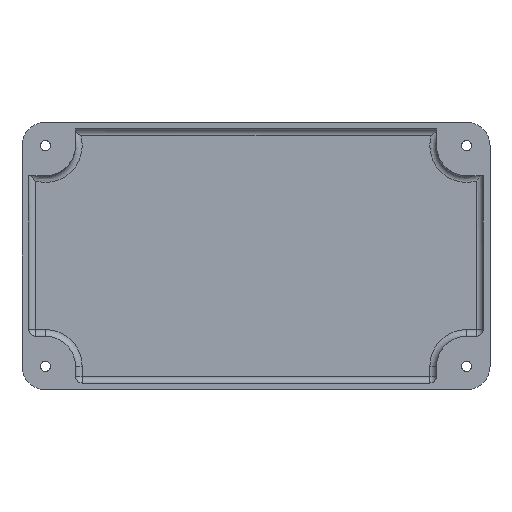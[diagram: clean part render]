
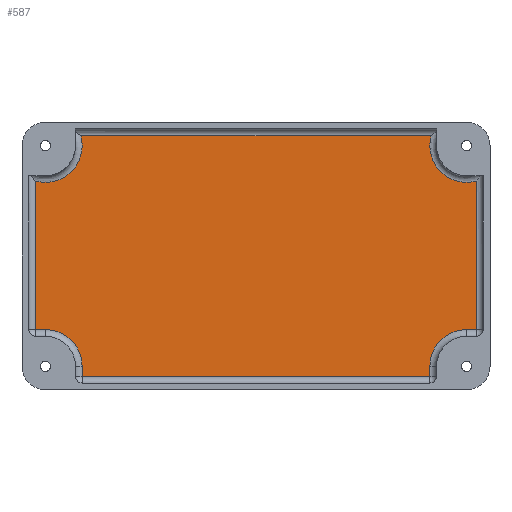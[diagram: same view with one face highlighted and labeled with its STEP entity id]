
A CAD part, front view. The second image highlights one B-rep face of the part: STEP entity #587.
In plain terms, the highlighted planar face has unit normal (0, -1, 0).
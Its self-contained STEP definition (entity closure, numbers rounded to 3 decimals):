
#4 = CARTESIAN_POINT ( 'NONE',  ( 52., 33., -36. ) ) ;
#30 = EDGE_CURVE ( 'NONE', #527, #459, #3279, .T. ) ;
#64 = ORIENTED_EDGE ( 'NONE', *, *, #3530, .T. ) ;
#76 = AXIS2_PLACEMENT_3D ( 'NONE', #1871, #207, #2150 ) ;
#110 = EDGE_CURVE ( 'NONE', #2531, #2125, #155, .T. ) ;
#131 = CARTESIAN_POINT ( 'NONE',  ( -52., 33., -33. ) ) ;
#155 = LINE ( 'NONE', #2480, #3017 ) ;
#158 = ORIENTED_EDGE ( 'NONE', *, *, #2543, .T. ) ;
#175 = CARTESIAN_POINT ( 'NONE',  ( -52., 33., -36. ) ) ;
#207 = DIRECTION ( 'NONE',  ( 0., 1., 0. ) ) ;
#266 = CARTESIAN_POINT ( 'NONE',  ( -66., 33., -33. ) ) ;
#310 = CARTESIAN_POINT ( 'NONE',  ( 63., 33., 33. ) ) ;
#319 = CARTESIAN_POINT ( 'NONE',  ( -63., 33., -22. ) ) ;
#357 = CARTESIAN_POINT ( 'NONE',  ( -63., 33., -33. ) ) ;
#389 = ORIENTED_EDGE ( 'NONE', *, *, #2893, .T. ) ;
#454 = CARTESIAN_POINT ( 'NONE',  ( 52., 33., -33. ) ) ;
#459 = VERTEX_POINT ( 'NONE', #3561 ) ;
#478 = EDGE_CURVE ( 'NONE', #2768, #527, #601, .T. ) ;
#500 = CARTESIAN_POINT ( 'NONE',  ( 52.417, 33., 36. ) ) ;
#527 = VERTEX_POINT ( 'NONE', #591 ) ;
#535 = ORIENTED_EDGE ( 'NONE', *, *, #110, .T. ) ;
#587 = ADVANCED_FACE ( 'NONE', ( #983 ), #885, .F. ) ;
#591 = CARTESIAN_POINT ( 'NONE',  ( -66., 33., 22.417 ) ) ;
#597 = DIRECTION ( 'NONE',  ( 0., 0., 1. ) ) ;
#601 = CIRCLE ( 'NONE', #1318, 11. ) ;
#604 = DIRECTION ( 'NONE',  ( 1., 0., 0. ) ) ;
#625 = DIRECTION ( 'NONE',  ( 0., 0., 1. ) ) ;
#679 = CIRCLE ( 'NONE', #76, 11. ) ;
#792 = ORIENTED_EDGE ( 'NONE', *, *, #2898, .T. ) ;
#804 = AXIS2_PLACEMENT_3D ( 'NONE', #1482, #3422, #1759 ) ;
#885 = PLANE ( 'NONE',  #1156 ) ;
#912 = EDGE_CURVE ( 'NONE', #3030, #2545, #679, .T. ) ;
#922 = VERTEX_POINT ( 'NONE', #500 ) ;
#983 = FACE_OUTER_BOUND ( 'NONE', #2038, .T. ) ;
#1021 = LINE ( 'NONE', #319, #3059 ) ;
#1053 = DIRECTION ( 'NONE',  ( 0., 1., 0. ) ) ;
#1103 = VECTOR ( 'NONE', #2938, 1000. ) ;
#1104 = EDGE_CURVE ( 'NONE', #922, #2768, #2365, .T. ) ;
#1105 = VERTEX_POINT ( 'NONE', #4 ) ;
#1124 = CARTESIAN_POINT ( 'NONE',  ( 52., 33., -33. ) ) ;
#1156 = AXIS2_PLACEMENT_3D ( 'NONE', #357, #2834, #625 ) ;
#1160 = LINE ( 'NONE', #2730, #1878 ) ;
#1318 = AXIS2_PLACEMENT_3D ( 'NONE', #2984, #1053, #2714 ) ;
#1380 = DIRECTION ( 'NONE',  ( -1., 0., 0. ) ) ;
#1390 = CARTESIAN_POINT ( 'NONE',  ( -63., 33., 36. ) ) ;
#1398 = DIRECTION ( 'NONE',  ( 0., 0., -1. ) ) ;
#1437 = ORIENTED_EDGE ( 'NONE', *, *, #912, .T. ) ;
#1482 = CARTESIAN_POINT ( 'NONE',  ( -63., 33., -33. ) ) ;
#1490 = CIRCLE ( 'NONE', #3472, 11. ) ;
#1525 = DIRECTION ( 'NONE',  ( 0., 0., 1. ) ) ;
#1536 = VECTOR ( 'NONE', #1380, 1000. ) ;
#1582 = VECTOR ( 'NONE', #604, 1000. ) ;
#1691 = CARTESIAN_POINT ( 'NONE',  ( 66., 33., 22.417 ) ) ;
#1725 = EDGE_CURVE ( 'NONE', #3070, #922, #1490, .T. ) ;
#1742 = VECTOR ( 'NONE', #1525, 1000. ) ;
#1759 = DIRECTION ( 'NONE',  ( 0., 0., 1. ) ) ;
#1772 = CARTESIAN_POINT ( 'NONE',  ( 66., 33., -22. ) ) ;
#1788 = CIRCLE ( 'NONE', #804, 11. ) ;
#1871 = CARTESIAN_POINT ( 'NONE',  ( 63., 33., -33. ) ) ;
#1878 = VECTOR ( 'NONE', #3003, 1000. ) ;
#1892 = EDGE_CURVE ( 'NONE', #3498, #2531, #1788, .T. ) ;
#2038 = EDGE_LOOP ( 'NONE', ( #535, #792, #2112, #1437, #64, #158, #2983, #2323, #2552, #3155, #389, #2331 ) ) ;
#2086 = EDGE_CURVE ( 'NONE', #1105, #3030, #2578, .T. ) ;
#2112 = ORIENTED_EDGE ( 'NONE', *, *, #2086, .T. ) ;
#2125 = VERTEX_POINT ( 'NONE', #175 ) ;
#2150 = DIRECTION ( 'NONE',  ( 0., 0., 1. ) ) ;
#2202 = DIRECTION ( 'NONE',  ( 0., 0., -1. ) ) ;
#2252 = DIRECTION ( 'NONE',  ( 0., 1., 0. ) ) ;
#2323 = ORIENTED_EDGE ( 'NONE', *, *, #1104, .T. ) ;
#2331 = ORIENTED_EDGE ( 'NONE', *, *, #1892, .T. ) ;
#2365 = LINE ( 'NONE', #1390, #1536 ) ;
#2367 = CARTESIAN_POINT ( 'NONE',  ( 66., 33., -33. ) ) ;
#2408 = LINE ( 'NONE', #2804, #1582 ) ;
#2480 = CARTESIAN_POINT ( 'NONE',  ( -52., 33., -33. ) ) ;
#2531 = VERTEX_POINT ( 'NONE', #131 ) ;
#2543 = EDGE_CURVE ( 'NONE', #3284, #3070, #3214, .T. ) ;
#2545 = VERTEX_POINT ( 'NONE', #2905 ) ;
#2552 = ORIENTED_EDGE ( 'NONE', *, *, #478, .T. ) ;
#2578 = LINE ( 'NONE', #454, #1103 ) ;
#2714 = DIRECTION ( 'NONE',  ( 0., 0., 1. ) ) ;
#2730 = CARTESIAN_POINT ( 'NONE',  ( -63., 33., -22. ) ) ;
#2768 = VERTEX_POINT ( 'NONE', #2995 ) ;
#2804 = CARTESIAN_POINT ( 'NONE',  ( -63., 33., -36. ) ) ;
#2834 = DIRECTION ( 'NONE',  ( 0., 1., 0. ) ) ;
#2893 = EDGE_CURVE ( 'NONE', #459, #3498, #1021, .T. ) ;
#2898 = EDGE_CURVE ( 'NONE', #2125, #1105, #2408, .T. ) ;
#2905 = CARTESIAN_POINT ( 'NONE',  ( 63., 33., -22. ) ) ;
#2938 = DIRECTION ( 'NONE',  ( 0., 0., 1. ) ) ;
#2983 = ORIENTED_EDGE ( 'NONE', *, *, #1725, .T. ) ;
#2984 = CARTESIAN_POINT ( 'NONE',  ( -63., 33., 33. ) ) ;
#2995 = CARTESIAN_POINT ( 'NONE',  ( -52.417, 33., 36. ) ) ;
#3003 = DIRECTION ( 'NONE',  ( 1., 0., 0. ) ) ;
#3017 = VECTOR ( 'NONE', #2202, 1000. ) ;
#3030 = VERTEX_POINT ( 'NONE', #1124 ) ;
#3059 = VECTOR ( 'NONE', #3358, 1000. ) ;
#3070 = VERTEX_POINT ( 'NONE', #1691 ) ;
#3155 = ORIENTED_EDGE ( 'NONE', *, *, #30, .T. ) ;
#3214 = LINE ( 'NONE', #2367, #1742 ) ;
#3252 = CARTESIAN_POINT ( 'NONE',  ( -63., 33., -22. ) ) ;
#3279 = LINE ( 'NONE', #266, #3373 ) ;
#3284 = VERTEX_POINT ( 'NONE', #1772 ) ;
#3358 = DIRECTION ( 'NONE',  ( 1., 0., 0. ) ) ;
#3373 = VECTOR ( 'NONE', #1398, 1000. ) ;
#3422 = DIRECTION ( 'NONE',  ( 0., 1., 0. ) ) ;
#3472 = AXIS2_PLACEMENT_3D ( 'NONE', #310, #2252, #597 ) ;
#3498 = VERTEX_POINT ( 'NONE', #3252 ) ;
#3530 = EDGE_CURVE ( 'NONE', #2545, #3284, #1160, .T. ) ;
#3561 = CARTESIAN_POINT ( 'NONE',  ( -66., 33., -22. ) ) ;
